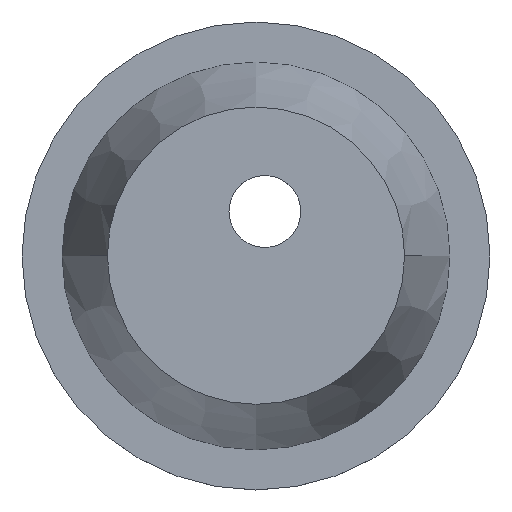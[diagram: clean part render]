
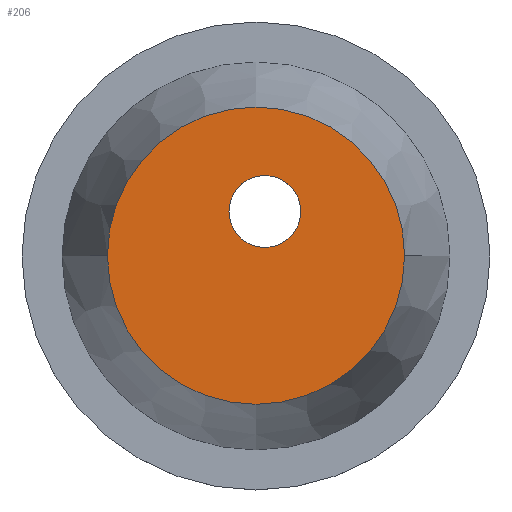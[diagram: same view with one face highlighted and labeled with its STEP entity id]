
A CAD part, top view. The second image highlights one B-rep face of the part: STEP entity #206.
In plain terms, the highlighted planar face has unit normal (0, 0, 1).
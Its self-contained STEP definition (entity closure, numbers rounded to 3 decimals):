
#102=CARTESIAN_POINT('POINT9',(-2690.,0.,
   14080.));
#103=VERTEX_POINT('VERTEX9',#102);
#111=CARTESIAN_POINT('POINT10',(2690.,
   0.,14080.));
#112=VERTEX_POINT('VERTEX10',#111);
#119=CARTESIAN_POINT('POS12',(0.,0.,14080.));
#120=DIRECTION('DIR19',(0.,0.,-1.));
#121=DIRECTION('DIR20',(-1.,0.,0.));
#122=AXIS2_PLACEMENT_3D('AXIS8',#119,#120,#121);
#123=CIRCLE('ELLIPSE5',#122,2690.);
#124=EDGE_CURVE('EDGE13',#112,#103,#123,.T.);
#135=EDGE_CURVE('EDGE14',#103,#112,#123,.T.);
#182=CARTESIAN_POINT('POINT13',(810.,800.,
   14080.));
#183=VERTEX_POINT('VERTEX13',#182);
#184=CARTESIAN_POINT('POINT14',(-490.,800.,
   14080.));
#185=VERTEX_POINT('VERTEX14',#184);
#186=CARTESIAN_POINT('POS18',(160.,800.,14080.));
#187=DIRECTION('DIR29',(0.,0.,1.));
#188=DIRECTION('DIR30',(1.,0.,0.));
#189=AXIS2_PLACEMENT_3D('AXIS12',#186,#187,#188);
#190=CIRCLE('ELLIPSE7',#189,650.);
#191=EDGE_CURVE('EDGE19',#183,#185,#190,.T.);
#192=ORIENTED_EDGE('COEDGE33',*,*,#191,.F.);
#193=EDGE_CURVE('EDGE20',#185,#183,#190,.T.);
#194=ORIENTED_EDGE('COEDGE34',*,*,#193,.F.);
#195=EDGE_LOOP('NONE',(#192,#194));
#196=FACE_BOUND('LOOP1',#195,.T.);
#197=ORIENTED_EDGE('COEDGE35',*,*,#135,.F.);
#198=ORIENTED_EDGE('COEDGE36',*,*,#124,.F.);
#199=EDGE_LOOP('NONE',(#197,#198));
#200=FACE_BOUND('LOOP1',#199,.T.);
#201=CARTESIAN_POINT('POS19',(0.,0.,14080.));
#202=DIRECTION('DIR31',(0.,0.,1.));
#203=DIRECTION('DIR32',(1.,0.,0.));
#204=AXIS2_PLACEMENT_3D('AXIS13',#201,#202,#203);
#205=PLANE('PLANE3',#204);
#206=ADVANCED_FACE('FACE9',(#196,#200),#205,.T.);
